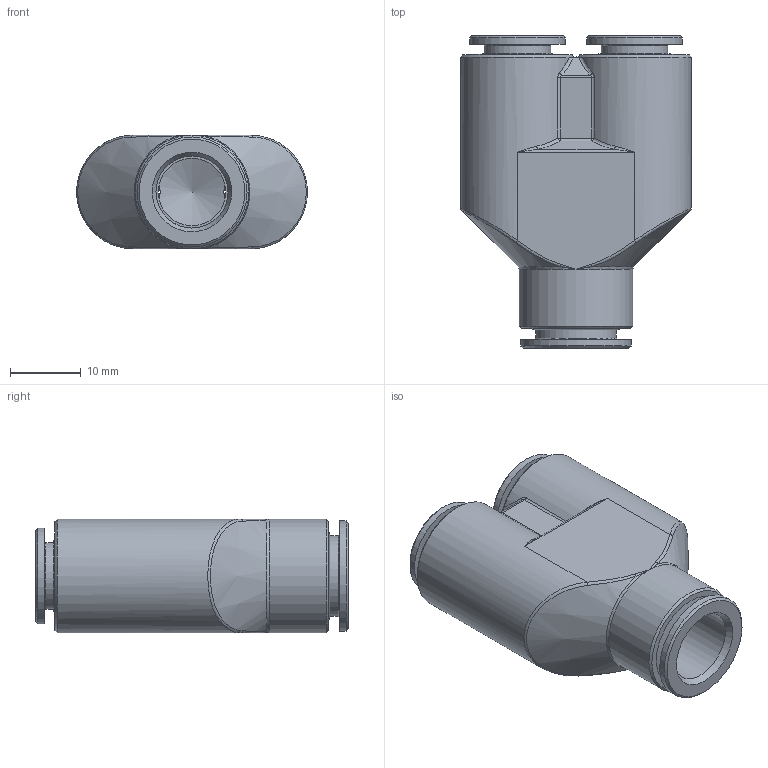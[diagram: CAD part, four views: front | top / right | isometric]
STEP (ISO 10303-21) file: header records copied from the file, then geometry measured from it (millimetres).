
FILE_DESCRIPTION(( 'MA.37.10.08.stp' ), '1');
FILE_NAME( 'MA.37.10.08.stp', '2019-06-19T14:53:11',( 'Sopra'),('sopra-pneumatic.com'), 'SwSTEP 2.0','SolidWorks 2009','' );
FILE_SCHEMA( ( 'CONFIG_CONTROL_DESIGN' ) );
Length unit declared in the file: millimetre
Products named in the file (1): NONE
Bounding box: 32.5 x 44 x 16 mm (x, y, z)
Volume: 10344.7 mm3; surface area: 6283.7 mm2
Topology: 1 solids, 1 shells, 103 faces, 246 edges, 141 vertices
Faces by surface type: cylinder 33, bspline 24, cone 22, plane 20, torus 2, sphere 2
Full cylindrical faces by diameter (mm): 7.5 x2, 8.15 x2, 9.4 x2, 9.5 x1, 10.15 x1, 11.4 x1, 13.5 x2, 15.5 x1, 16 x1
Entity records: 3683 total; most frequent: CARTESIAN_POINT 1704, ORIENTED_EDGE 384, DIRECTION 368, EDGE_CURVE 192, AXIS2_PLACEMENT_3D 168, EDGE_LOOP 144, VERTEX_POINT 131, FACE_OUTER_BOUND 116
